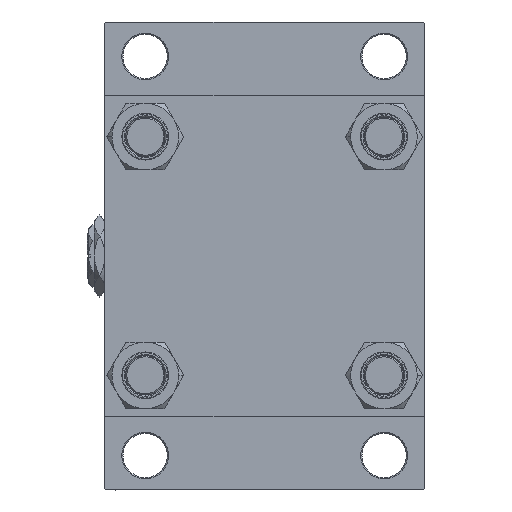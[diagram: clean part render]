
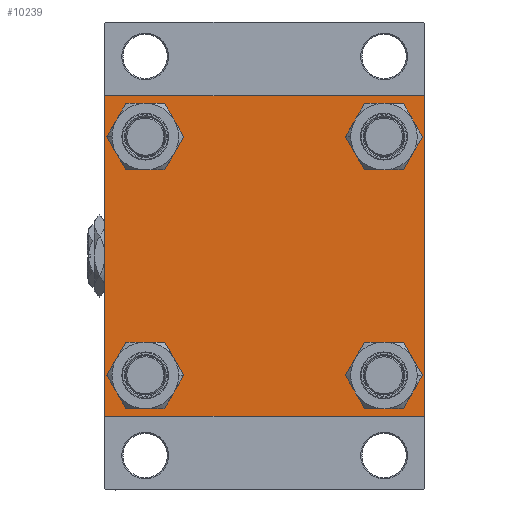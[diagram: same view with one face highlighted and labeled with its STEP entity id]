
A CAD part, left-side view. The second image highlights one B-rep face of the part: STEP entity #10239.
In plain terms, the highlighted planar face has unit normal (-1, 0, 0).
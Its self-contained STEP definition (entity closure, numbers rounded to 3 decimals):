
#47 = CARTESIAN_POINT ( 'NONE',  ( 0., 64.5, -65. ) ) ;
#65 = EDGE_CURVE ( 'NONE', #34912, #14448, #29876, .T. ) ;
#340 = PLANE ( 'NONE',  #14434 ) ;
#893 = EDGE_CURVE ( 'NONE', #48553, #20149, #29919, .T. ) ;
#1160 = EDGE_CURVE ( 'NONE', #29963, #6705, #27151, .T. ) ;
#1537 = CARTESIAN_POINT ( 'NONE',  ( 0., -48.45, 56.95 ) ) ;
#2613 = VECTOR ( 'NONE', #6939, 1000. ) ;
#3108 = DIRECTION ( 'NONE',  ( 0., 0., 1. ) ) ;
#3330 = LINE ( 'NONE', #30170, #7904 ) ;
#3471 = VERTEX_POINT ( 'NONE', #42009 ) ;
#3687 = VERTEX_POINT ( 'NONE', #15065 ) ;
#4399 = LINE ( 'NONE', #35607, #7312 ) ;
#4624 = AXIS2_PLACEMENT_3D ( 'NONE', #18596, #34227, #49802 ) ;
#4651 = EDGE_CURVE ( 'NONE', #10244, #22154, #3330, .T. ) ;
#4923 = DIRECTION ( 'NONE',  ( 0., 0., 1. ) ) ;
#5133 = CARTESIAN_POINT ( 'NONE',  ( 0., -65., -64.5 ) ) ;
#5163 = VECTOR ( 'NONE', #26232, 1000. ) ;
#6262 = ORIENTED_EDGE ( 'NONE', *, *, #41541, .T. ) ;
#6556 = CARTESIAN_POINT ( 'NONE',  ( 0., 64.75, 64.75 ) ) ;
#6705 = VERTEX_POINT ( 'NONE', #46612 ) ;
#6939 = DIRECTION ( 'NONE',  ( 0., 0., -1. ) ) ;
#7312 = VECTOR ( 'NONE', #12318, 1000. ) ;
#7513 = CARTESIAN_POINT ( 'NONE',  ( 0., 64.5, 65. ) ) ;
#7565 = EDGE_LOOP ( 'NONE', ( #19111, #29947 ) ) ;
#7663 = EDGE_CURVE ( 'NONE', #20149, #48553, #20076, .T. ) ;
#7904 = VECTOR ( 'NONE', #30674, 1000. ) ;
#8500 = CARTESIAN_POINT ( 'NONE',  ( 0., 0., 0. ) ) ;
#8516 = ORIENTED_EDGE ( 'NONE', *, *, #46427, .T. ) ;
#8730 = VERTEX_POINT ( 'NONE', #29213 ) ;
#8760 = CARTESIAN_POINT ( 'NONE',  ( 0., -64.5, -65. ) ) ;
#8951 = VECTOR ( 'NONE', #29924, 1000. ) ;
#9334 = VERTEX_POINT ( 'NONE', #40992 ) ;
#9459 = DIRECTION ( 'NONE',  ( 1., 0., 0. ) ) ;
#9948 = DIRECTION ( 'NONE',  ( 0., 0., 1. ) ) ;
#10238 = CARTESIAN_POINT ( 'NONE',  ( 0., 65., -65. ) ) ;
#10239 = ADVANCED_FACE ( 'NONE', ( #16937, #16679, #36383, #32280, #35884 ), #340, .T. ) ;
#10244 = VERTEX_POINT ( 'NONE', #8760 ) ;
#10393 = LINE ( 'NONE', #6556, #5163 ) ;
#10813 = DIRECTION ( 'NONE',  ( 0., -1., 0. ) ) ;
#11115 = ORIENTED_EDGE ( 'NONE', *, *, #4651, .T. ) ;
#11197 = CARTESIAN_POINT ( 'NONE',  ( 0., 65., 65. ) ) ;
#12265 = EDGE_CURVE ( 'NONE', #20258, #8730, #22178, .T. ) ;
#12318 = DIRECTION ( 'NONE',  ( 0., -0.707, -0.707 ) ) ;
#13546 = DIRECTION ( 'NONE',  ( 0., 0., 1. ) ) ;
#13882 = EDGE_CURVE ( 'NONE', #36400, #3471, #30087, .T. ) ;
#14017 = CIRCLE ( 'NONE', #42618, 8.5 ) ;
#14434 = AXIS2_PLACEMENT_3D ( 'NONE', #8500, #15912, #4923 ) ;
#14448 = VERTEX_POINT ( 'NONE', #36434 ) ;
#14570 = ORIENTED_EDGE ( 'NONE', *, *, #49876, .T. ) ;
#15065 = CARTESIAN_POINT ( 'NONE',  ( 0., 48.45, 39.95 ) ) ;
#15088 = CIRCLE ( 'NONE', #37964, 8.5 ) ;
#15756 = EDGE_CURVE ( 'NONE', #14448, #34912, #16954, .T. ) ;
#15912 = DIRECTION ( 'NONE',  ( -1., 0., 0. ) ) ;
#16679 = FACE_BOUND ( 'NONE', #26884, .T. ) ;
#16937 = FACE_BOUND ( 'NONE', #7565, .T. ) ;
#16954 = CIRCLE ( 'NONE', #45558, 8.5 ) ;
#17056 = ORIENTED_EDGE ( 'NONE', *, *, #1160, .F. ) ;
#17233 = EDGE_LOOP ( 'NONE', ( #48641, #35791 ) ) ;
#17853 = CARTESIAN_POINT ( 'NONE',  ( 0., 65., 64.5 ) ) ;
#17862 = CARTESIAN_POINT ( 'NONE',  ( 0., -48.45, -48.45 ) ) ;
#18596 = CARTESIAN_POINT ( 'NONE',  ( 0., -48.45, 48.45 ) ) ;
#18926 = EDGE_CURVE ( 'NONE', #22913, #10244, #39066, .T. ) ;
#19094 = CARTESIAN_POINT ( 'NONE',  ( 0., 48.45, 48.45 ) ) ;
#19111 = ORIENTED_EDGE ( 'NONE', *, *, #7663, .T. ) ;
#19767 = EDGE_CURVE ( 'NONE', #8730, #22913, #4399, .T. ) ;
#20076 = CIRCLE ( 'NONE', #45410, 8.5 ) ;
#20149 = VERTEX_POINT ( 'NONE', #1537 ) ;
#20258 = VERTEX_POINT ( 'NONE', #17853 ) ;
#20290 = EDGE_LOOP ( 'NONE', ( #42417, #41310 ) ) ;
#20791 = DIRECTION ( 'NONE',  ( 1., 0., 0. ) ) ;
#21936 = VERTEX_POINT ( 'NONE', #22033 ) ;
#22033 = CARTESIAN_POINT ( 'NONE',  ( 0., -65., 64.5 ) ) ;
#22154 = VERTEX_POINT ( 'NONE', #5133 ) ;
#22178 = LINE ( 'NONE', #11197, #24323 ) ;
#22522 = LINE ( 'NONE', #26364, #2613 ) ;
#22913 = VERTEX_POINT ( 'NONE', #47 ) ;
#23687 = EDGE_CURVE ( 'NONE', #3687, #9334, #14017, .T. ) ;
#24323 = VECTOR ( 'NONE', #41906, 1000. ) ;
#25516 = CARTESIAN_POINT ( 'NONE',  ( 0., -48.45, -48.45 ) ) ;
#25863 = ORIENTED_EDGE ( 'NONE', *, *, #13882, .T. ) ;
#26232 = DIRECTION ( 'NONE',  ( 0., 0.707, -0.707 ) ) ;
#26364 = CARTESIAN_POINT ( 'NONE',  ( 0., -65., 65. ) ) ;
#26884 = EDGE_LOOP ( 'NONE', ( #25863, #8516 ) ) ;
#27151 = LINE ( 'NONE', #41770, #35669 ) ;
#27584 = LINE ( 'NONE', #39626, #34853 ) ;
#27781 = DIRECTION ( 'NONE',  ( 0., 0., 1. ) ) ;
#28190 = ORIENTED_EDGE ( 'NONE', *, *, #12265, .T. ) ;
#28539 = ORIENTED_EDGE ( 'NONE', *, *, #18926, .T. ) ;
#28692 = DIRECTION ( 'NONE',  ( 0., 0., 1. ) ) ;
#29213 = CARTESIAN_POINT ( 'NONE',  ( 0., 65., -64.5 ) ) ;
#29233 = ORIENTED_EDGE ( 'NONE', *, *, #36014, .F. ) ;
#29876 = CIRCLE ( 'NONE', #35633, 8.5 ) ;
#29919 = CIRCLE ( 'NONE', #4624, 8.5 ) ;
#29924 = DIRECTION ( 'NONE',  ( 0., -1., 0. ) ) ;
#29947 = ORIENTED_EDGE ( 'NONE', *, *, #893, .T. ) ;
#29963 = VERTEX_POINT ( 'NONE', #7513 ) ;
#30087 = CIRCLE ( 'NONE', #34171, 8.5 ) ;
#30170 = CARTESIAN_POINT ( 'NONE',  ( 0., -64.75, -64.75 ) ) ;
#30674 = DIRECTION ( 'NONE',  ( 0., -0.707, 0.707 ) ) ;
#31315 = AXIS2_PLACEMENT_3D ( 'NONE', #48836, #9459, #13546 ) ;
#32280 = FACE_BOUND ( 'NONE', #20290, .T. ) ;
#32484 = EDGE_LOOP ( 'NONE', ( #28190, #39157, #28539, #11115, #29233, #14570, #17056, #6262 ) ) ;
#33475 = DIRECTION ( 'NONE',  ( 1., 0., 0. ) ) ;
#34171 = AXIS2_PLACEMENT_3D ( 'NONE', #25516, #33475, #37561 ) ;
#34227 = DIRECTION ( 'NONE',  ( 1., 0., 0. ) ) ;
#34649 = CIRCLE ( 'NONE', #31315, 8.5 ) ;
#34853 = VECTOR ( 'NONE', #43211, 1000. ) ;
#34912 = VERTEX_POINT ( 'NONE', #43619 ) ;
#35607 = CARTESIAN_POINT ( 'NONE',  ( 0., 64.75, -64.75 ) ) ;
#35633 = AXIS2_PLACEMENT_3D ( 'NONE', #44094, #20791, #36412 ) ;
#35669 = VECTOR ( 'NONE', #10813, 1000. ) ;
#35791 = ORIENTED_EDGE ( 'NONE', *, *, #15756, .T. ) ;
#35884 = FACE_OUTER_BOUND ( 'NONE', #32484, .T. ) ;
#36014 = EDGE_CURVE ( 'NONE', #21936, #22154, #22522, .T. ) ;
#36377 = CARTESIAN_POINT ( 'NONE',  ( 0., 48.45, -48.45 ) ) ;
#36383 = FACE_BOUND ( 'NONE', #17233, .T. ) ;
#36400 = VERTEX_POINT ( 'NONE', #43163 ) ;
#36412 = DIRECTION ( 'NONE',  ( 0., 0., 1. ) ) ;
#36434 = CARTESIAN_POINT ( 'NONE',  ( 0., 48.45, -56.95 ) ) ;
#37561 = DIRECTION ( 'NONE',  ( 0., 0., 1. ) ) ;
#37634 = CARTESIAN_POINT ( 'NONE',  ( 0., -48.45, 48.45 ) ) ;
#37964 = AXIS2_PLACEMENT_3D ( 'NONE', #17862, #41415, #9948 ) ;
#39066 = LINE ( 'NONE', #10238, #8951 ) ;
#39157 = ORIENTED_EDGE ( 'NONE', *, *, #19767, .T. ) ;
#39626 = CARTESIAN_POINT ( 'NONE',  ( 0., -64.75, 64.75 ) ) ;
#40992 = CARTESIAN_POINT ( 'NONE',  ( 0., 48.45, 56.95 ) ) ;
#41310 = ORIENTED_EDGE ( 'NONE', *, *, #23687, .T. ) ;
#41415 = DIRECTION ( 'NONE',  ( 1., 0., 0. ) ) ;
#41541 = EDGE_CURVE ( 'NONE', #29963, #20258, #10393, .T. ) ;
#41770 = CARTESIAN_POINT ( 'NONE',  ( 0., 65., 65. ) ) ;
#41906 = DIRECTION ( 'NONE',  ( 0., 0., -1. ) ) ;
#42009 = CARTESIAN_POINT ( 'NONE',  ( 0., -48.45, -56.95 ) ) ;
#42417 = ORIENTED_EDGE ( 'NONE', *, *, #43849, .T. ) ;
#42618 = AXIS2_PLACEMENT_3D ( 'NONE', #19094, #47232, #27781 ) ;
#43163 = CARTESIAN_POINT ( 'NONE',  ( 0., -48.45, -39.95 ) ) ;
#43211 = DIRECTION ( 'NONE',  ( 0., 0.707, 0.707 ) ) ;
#43619 = CARTESIAN_POINT ( 'NONE',  ( 0., 48.45, -39.95 ) ) ;
#43849 = EDGE_CURVE ( 'NONE', #9334, #3687, #34649, .T. ) ;
#44094 = CARTESIAN_POINT ( 'NONE',  ( 0., 48.45, -48.45 ) ) ;
#45062 = DIRECTION ( 'NONE',  ( 1., 0., 0. ) ) ;
#45312 = DIRECTION ( 'NONE',  ( 1., 0., 0. ) ) ;
#45410 = AXIS2_PLACEMENT_3D ( 'NONE', #37634, #45312, #3108 ) ;
#45558 = AXIS2_PLACEMENT_3D ( 'NONE', #36377, #45062, #28692 ) ;
#46427 = EDGE_CURVE ( 'NONE', #3471, #36400, #15088, .T. ) ;
#46612 = CARTESIAN_POINT ( 'NONE',  ( 0., -64.5, 65. ) ) ;
#47232 = DIRECTION ( 'NONE',  ( 1., 0., 0. ) ) ;
#47912 = CARTESIAN_POINT ( 'NONE',  ( 0., -48.45, 39.95 ) ) ;
#48553 = VERTEX_POINT ( 'NONE', #47912 ) ;
#48641 = ORIENTED_EDGE ( 'NONE', *, *, #65, .T. ) ;
#48836 = CARTESIAN_POINT ( 'NONE',  ( 0., 48.45, 48.45 ) ) ;
#49802 = DIRECTION ( 'NONE',  ( 0., 0., 1. ) ) ;
#49876 = EDGE_CURVE ( 'NONE', #21936, #6705, #27584, .T. ) ;
